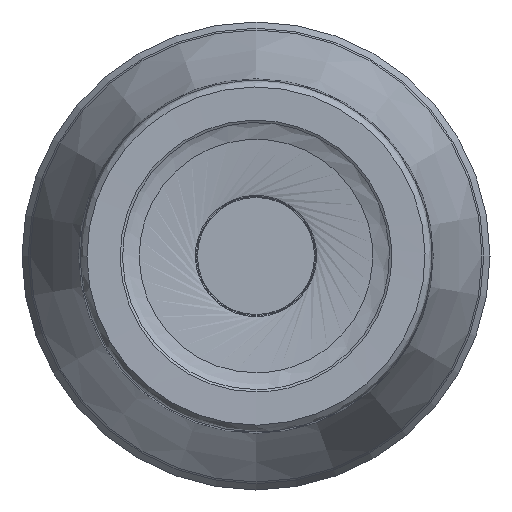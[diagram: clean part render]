
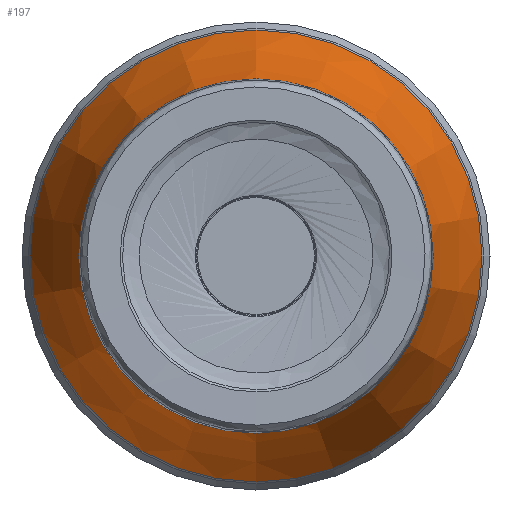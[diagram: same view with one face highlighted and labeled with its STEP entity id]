
A CAD part, left-side view. The second image highlights one B-rep face of the part: STEP entity #197.
In plain terms, the highlighted conical face has half-angle 20 degrees and reference radius 7.726 mm.
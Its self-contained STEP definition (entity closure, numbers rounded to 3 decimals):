
#183=CONICAL_SURFACE('',#468,7.726,20.);
#197=ADVANCED_FACE('',(#230,#231),#183,.T.);
#230=FACE_BOUND('',#282,.T.);
#231=FACE_BOUND('',#283,.T.);
#282=EDGE_LOOP('',(#334));
#283=EDGE_LOOP('',(#335));
#334=ORIENTED_EDGE('',*,*,#406,.F.);
#335=ORIENTED_EDGE('',*,*,#407,.T.);
#380=VERTEX_POINT('',#606);
#381=VERTEX_POINT('',#609);
#406=EDGE_CURVE('',#380,#380,#432,.T.);
#407=EDGE_CURVE('',#381,#381,#433,.T.);
#432=CIRCLE('',#465,5.7);
#433=CIRCLE('',#467,7.726);
#465=AXIS2_PLACEMENT_3D('',#605,#518,#519);
#467=AXIS2_PLACEMENT_3D('',#608,#522,#523);
#468=AXIS2_PLACEMENT_3D('',#610,#524,#525);
#518=DIRECTION('',(-1.,0.,0.));
#519=DIRECTION('',(0.,0.,1.));
#522=DIRECTION('',(-1.,0.,0.));
#523=DIRECTION('',(0.,0.,1.));
#524=DIRECTION('',(1.,0.,0.));
#525=DIRECTION('',(0.,0.,-1.));
#605=CARTESIAN_POINT('',(30.,0.,0.));
#606=CARTESIAN_POINT('',(30.,0.,5.7));
#608=CARTESIAN_POINT('',(35.567,0.,0.));
#609=CARTESIAN_POINT('',(35.567,0.,7.726));
#610=CARTESIAN_POINT('',(35.567,0.,0.));
